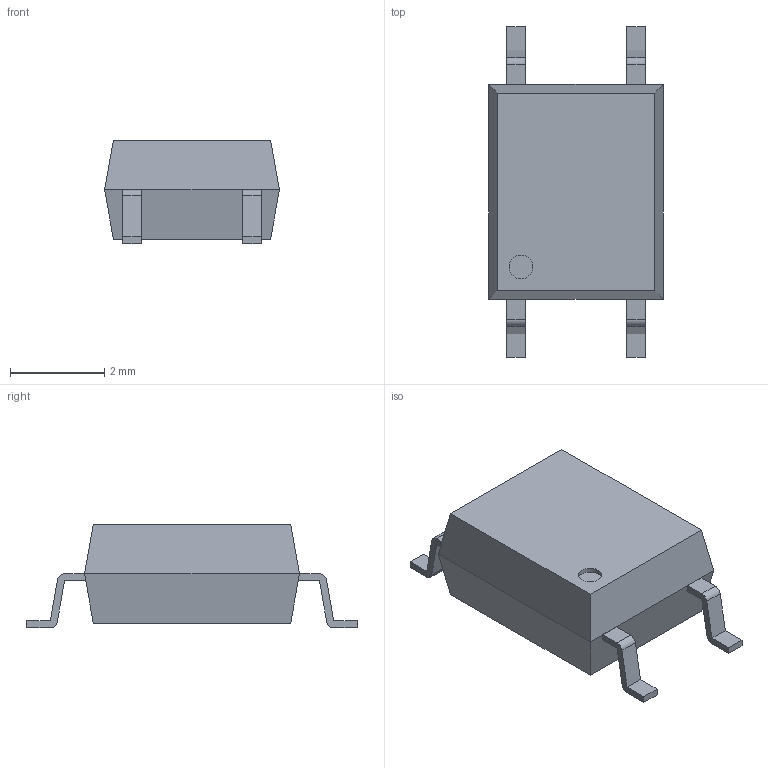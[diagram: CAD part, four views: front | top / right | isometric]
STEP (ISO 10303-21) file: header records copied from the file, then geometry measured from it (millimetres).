
FILE_DESCRIPTION(/* description */ ('STEP AP214'),/* implementation_level */ '2;1');
FILE_NAME(/* name */ '4pin SO6.STEP',/* time_stamp */ '2024-04-10T22:02:31+02:00',/* author */ ('remi.decoster'),/* organization */ ('Microsoft'),/* preprocessor_version */ 'ST-DEVELOPER v18.1',/* originating_system */ 'Autodesk Inventor 2021',/* authorisation */ '');
FILE_SCHEMA (('CONFIG_CONTROL_DESIGN'));
Length unit declared in the file: millimetre
Products named in the file (1): 4pin SO6
Bounding box: 3.7 x 7 x 2.2 mm (x, y, z)
Volume: 32.7 mm3; surface area: 71 mm2
Topology: 5 solids, 5 shells, 60 faces, 145 edges, 96 vertices
Faces by surface type: plane 51, cylinder 9
Full cylindrical faces by diameter (mm): 0.5 x1
Entity records: 1804 total; most frequent: CARTESIAN_POINT 302, ORIENTED_EDGE 290, DIRECTION 287, EDGE_CURVE 145, LINE 125, VECTOR 125, VERTEX_POINT 96, AXIS2_PLACEMENT_3D 81
